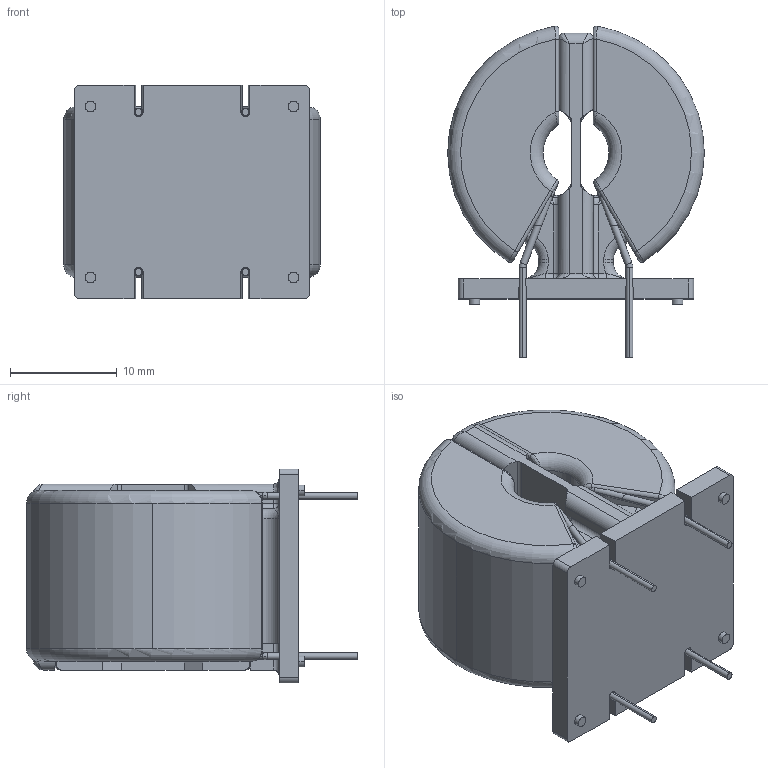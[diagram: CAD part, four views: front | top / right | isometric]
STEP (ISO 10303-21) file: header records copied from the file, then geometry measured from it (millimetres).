
FILE_DESCRIPTION (( 'STEP AP214' ), '1' );
FILE_NAME ('SC-03-30J.STEP', '2019-01-30T02:53:18', ( '' ), ( '' ), 'SwSTEP 2.0', 'SolidWorks 2018', '' );
FILE_SCHEMA (( 'AUTOMOTIVE_DESIGN' ));
Length unit declared in the file: millimetre
Products named in the file (1): SC-03-30J
Bounding box: 24 x 31 x 20 mm (x, y, z)
Volume: 7287.3 mm3; surface area: 4212.7 mm2
Topology: 1 solids, 3 shells, 350 faces, 937 edges, 587 vertices
Faces by surface type: plane 149, cylinder 121, bspline 34, torus 32, cone 12, sphere 2
Entity records: 16126 total; most frequent: CARTESIAN_POINT 3813, ORIENTED_EDGE 1854, DIRECTION 1690, EDGE_CURVE 927, AXIS2_PLACEMENT_3D 600, VERTEX_POINT 587, LINE 490, VECTOR 490
